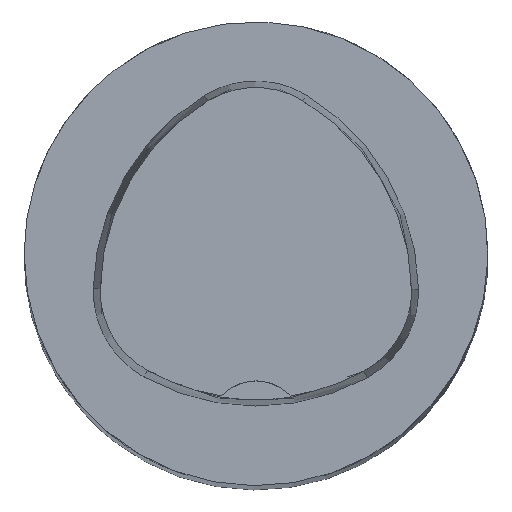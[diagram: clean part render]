
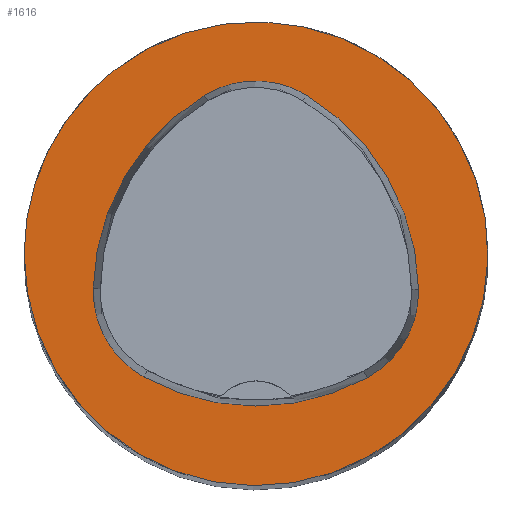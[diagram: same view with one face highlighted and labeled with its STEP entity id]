
A CAD part, top view. The second image highlights one B-rep face of the part: STEP entity #1616.
In plain terms, the highlighted planar face has unit normal (0, 0, 1).
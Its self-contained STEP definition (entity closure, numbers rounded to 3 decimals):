
#1616=ADVANCED_FACE('',(#2171,#2172),#1899,.T.);
#1899=PLANE('',#5751);
#2171=FACE_BOUND('',#2248,.T.);
#2172=FACE_BOUND('',#2249,.T.);
#2248=EDGE_LOOP('',(#2718,#2719,#2720,#2721,#2722,#2723));
#2249=EDGE_LOOP('',(#2724));
#2718=ORIENTED_EDGE('',*,*,#4824,.T.);
#2719=ORIENTED_EDGE('',*,*,#4804,.T.);
#2720=ORIENTED_EDGE('',*,*,#4808,.T.);
#2721=ORIENTED_EDGE('',*,*,#4811,.T.);
#2722=ORIENTED_EDGE('',*,*,#4814,.T.);
#2723=ORIENTED_EDGE('',*,*,#4822,.T.);
#2724=ORIENTED_EDGE('',*,*,#4786,.F.);
#4219=VERTEX_POINT('',#7680);
#4237=VERTEX_POINT('',#7921);
#4238=VERTEX_POINT('',#7922);
#4241=VERTEX_POINT('',#7930);
#4243=VERTEX_POINT('',#7936);
#4245=VERTEX_POINT('',#7942);
#4252=VERTEX_POINT('',#7963);
#4786=EDGE_CURVE('',#4219,#4219,#5544,.T.);
#4804=EDGE_CURVE('',#4237,#4238,#5547,.T.);
#4808=EDGE_CURVE('',#4238,#4241,#5549,.T.);
#4811=EDGE_CURVE('',#4241,#4243,#5551,.T.);
#4814=EDGE_CURVE('',#4243,#4245,#5553,.T.);
#4822=EDGE_CURVE('',#4245,#4252,#5557,.T.);
#4824=EDGE_CURVE('',#4252,#4237,#5559,.T.);
#5544=CIRCLE('',#5719,20.);
#5547=CIRCLE('',#5729,20.);
#5549=CIRCLE('',#5732,8.5);
#5551=CIRCLE('',#5735,20.);
#5553=CIRCLE('',#5738,8.5);
#5557=CIRCLE('',#5743,20.);
#5559=CIRCLE('',#5746,8.5);
#5719=AXIS2_PLACEMENT_3D('',#7679,#6239,#6240);
#5729=AXIS2_PLACEMENT_3D('',#7920,#6263,#6264);
#5732=AXIS2_PLACEMENT_3D('',#7929,#6271,#6272);
#5735=AXIS2_PLACEMENT_3D('',#7935,#6278,#6279);
#5738=AXIS2_PLACEMENT_3D('',#7941,#6285,#6286);
#5743=AXIS2_PLACEMENT_3D('',#7964,#6297,#6298);
#5746=AXIS2_PLACEMENT_3D('',#7967,#6303,#6304);
#5751=AXIS2_PLACEMENT_3D('',#7972,#6313,#6314);
#6239=DIRECTION('',(0.,0.,-1.));
#6240=DIRECTION('',(-1.,0.,0.));
#6263=DIRECTION('',(0.,0.,-1.));
#6264=DIRECTION('',(-1.,0.,0.));
#6271=DIRECTION('',(0.,0.,-1.));
#6272=DIRECTION('',(-1.,0.,0.));
#6278=DIRECTION('',(0.,0.,-1.));
#6279=DIRECTION('',(-1.,0.,0.));
#6285=DIRECTION('',(0.,0.,-1.));
#6286=DIRECTION('',(-1.,0.,0.));
#6297=DIRECTION('',(0.,0.,-1.));
#6298=DIRECTION('',(-1.,0.,0.));
#6303=DIRECTION('',(0.,0.,-1.));
#6304=DIRECTION('',(-1.,0.,0.));
#6313=DIRECTION('',(0.,0.,1.));
#6314=DIRECTION('',(1.,0.,0.));
#7679=CARTESIAN_POINT('',(0.,0.,0.));
#7680=CARTESIAN_POINT('',(-20.,0.,0.));
#7920=CARTESIAN_POINT('',(5.955,-3.414,0.));
#7921=CARTESIAN_POINT('',(-14.041,-3.042,0.));
#7922=CARTESIAN_POINT('',(-4.472,13.653,0.));
#7929=CARTESIAN_POINT('',(-0.04,6.4,0.));
#7930=CARTESIAN_POINT('',(4.347,13.68,0.));
#7935=CARTESIAN_POINT('',(-5.976,-3.45,0.));
#7936=CARTESIAN_POINT('',(14.021,-3.075,0.));
#7941=CARTESIAN_POINT('',(5.522,-3.235,0.));
#7942=CARTESIAN_POINT('',(9.588,-10.699,0.));
#7963=CARTESIAN_POINT('',(-9.655,-10.639,0.));
#7964=CARTESIAN_POINT('',(0.022,6.864,0.));
#7967=CARTESIAN_POINT('',(-5.543,-3.2,0.));
#7972=CARTESIAN_POINT('',(0.,0.,0.));
